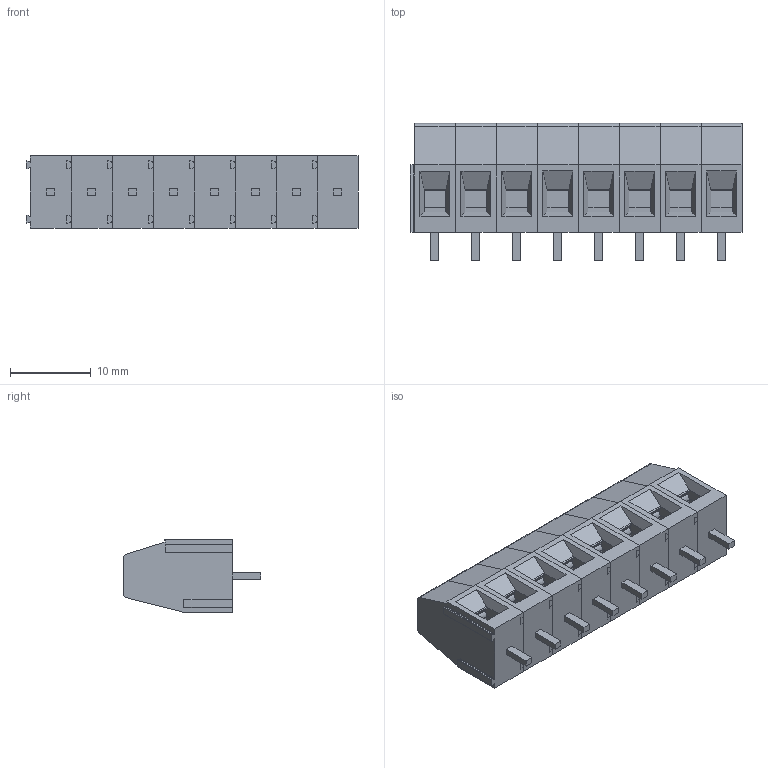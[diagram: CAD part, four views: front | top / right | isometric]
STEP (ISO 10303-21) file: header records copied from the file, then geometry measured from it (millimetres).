
FILE_DESCRIPTION(/* description */ (''),/* implementation_level */ '2;1');
FILE_NAME(/* name */ 'MK1DAA~1',/* time_stamp */ '2018-02-26T19:44:00+03:00',/* author */ (''),/* organization */ (''),/* preprocessor_version */ 'ST-DEVELOPER v15',/* originating_system */ '',/* authorisation */ '');
FILE_SCHEMA (('AUTOMOTIVE_DESIGN'));
Length unit declared in the file: millimetre
Products named in the file (1): Document
Bounding box: 41.19 x 17 x 9 mm (x, y, z)
Surface area: 5681.1 mm2 (no closed solid volume)
Topology: 0 solids, 32 shells, 1240 faces, 3536 edges, 2352 vertices
Faces by surface type: plane 736, bspline 504
Entity records: 52489 total; most frequent: CARTESIAN_POINT 30266, ORIENTED_EDGE 6848, EDGE_CURVE 3536, B_SPLINE_CURVE_WITH_KNOTS 2848, VERTEX_POINT 2352, EDGE_LOOP 1360, ADVANCED_FACE 1240, FACE_OUTER_BOUND 1240
